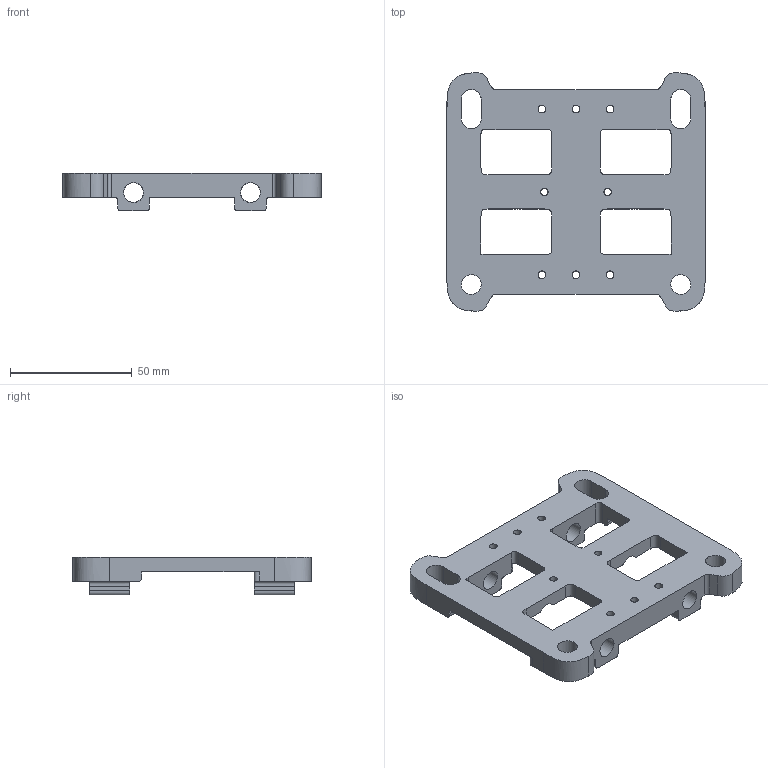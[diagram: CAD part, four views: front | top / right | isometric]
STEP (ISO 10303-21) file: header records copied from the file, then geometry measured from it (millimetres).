
FILE_DESCRIPTION(/* description */ (''),/* implementation_level */ '2;1');
FILE_NAME(/* name */ 'carrige_cheese_t18_w50',/* time_stamp */ '2026-01-15T17:05:41+03:00',/* author */ (''),/* organization */ (''),/* preprocessor_version */ 'ST-DEVELOPER v16.5',/* originating_system */ 'Rhino 7.23',/* authorisation */ '');
FILE_SCHEMA (('CONFIG_CONTROL_DESIGN'));
Length unit declared in the file: millimetre
Products named in the file (1): Document
Bounding box: 106 x 97.89 x 15.52 mm (x, y, z)
Volume: 55522.9 mm3; surface area: 25301.1 mm2
Topology: 1 solids, 1 shells, 140 faces, 422 edges, 280 vertices
Faces by surface type: bspline 58, plane 58, cylinder 24
Full cylindrical faces by diameter (mm): 3 x2, 3.15 x6, 8.15 x6
Entity records: 5570 total; most frequent: CARTESIAN_POINT 2804, ORIENTED_EDGE 844, EDGE_CURVE 422, B_SPLINE_CURVE_WITH_KNOTS 338, VERTEX_POINT 280, EDGE_LOOP 176, ADVANCED_FACE 140, FACE_OUTER_BOUND 140
